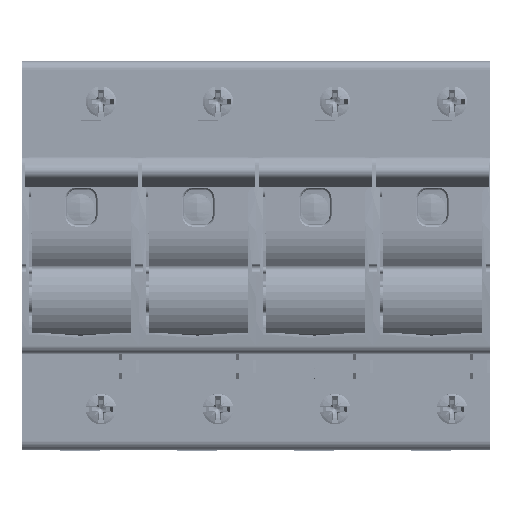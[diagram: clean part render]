
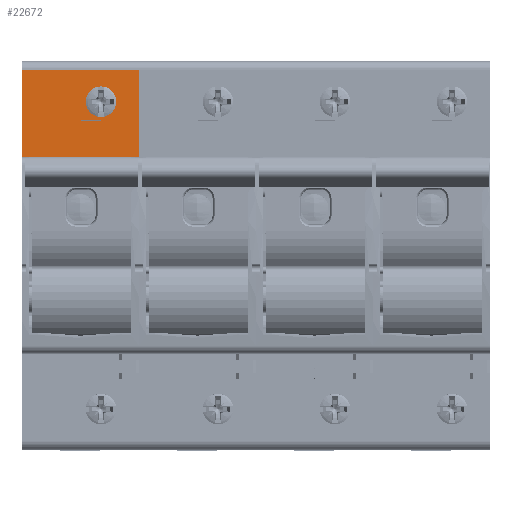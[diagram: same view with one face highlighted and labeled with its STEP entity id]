
A CAD part, top view. The second image highlights one B-rep face of the part: STEP entity #22672.
In plain terms, the highlighted planar face has unit normal (0, 0, 1).
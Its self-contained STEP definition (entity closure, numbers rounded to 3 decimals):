
#2222=DIRECTION('',(0.,-1.,0.));
#2223=VECTOR('',#2222,20.);
#2224=CARTESIAN_POINT('',(0.,24.8,42.5));
#2225=LINE('',#2224,#2223);
#2500=DIRECTION('',(0.,-1.,0.));
#2501=VECTOR('',#2500,20.);
#2502=CARTESIAN_POINT('',(26.8,24.8,42.5));
#2503=LINE('',#2502,#2501);
#2507=DIRECTION('',(-1.,0.,0.));
#2508=VECTOR('',#2507,10.2);
#2509=CARTESIAN_POINT('',(26.8,4.8,42.5));
#2510=LINE('',#2509,#2508);
#2514=DIRECTION('',(-0.998,-0.07,0.));
#2515=VECTOR('',#2514,3.208);
#2516=CARTESIAN_POINT('',(16.6,4.1,42.5));
#2517=LINE('',#2516,#2515);
#2521=DIRECTION('',(0.,1.,0.));
#2522=VECTOR('',#2521,0.014);
#2523=CARTESIAN_POINT('',(13.4,3.876,42.5));
#2524=LINE('',#2523,#2522);
#2528=DIRECTION('',(0.,1.,0.));
#2529=VECTOR('',#2528,0.91);
#2530=CARTESIAN_POINT('',(13.4,3.89,42.5));
#2531=LINE('',#2530,#2529);
#2535=DIRECTION('',(-1.,0.,0.));
#2536=VECTOR('',#2535,13.4);
#2537=CARTESIAN_POINT('',(13.4,4.8,42.5));
#2538=LINE('',#2537,#2536);
#2542=CARTESIAN_POINT('',(18.1,17.5,42.5));
#2543=DIRECTION('',(0.,0.,1.));
#2544=DIRECTION('',(0.,1.,0.));
#2545=AXIS2_PLACEMENT_3D('',#2542,#2543,#2544);
#2550=CARTESIAN_POINT('',(18.1,17.5,42.5));
#2551=DIRECTION('',(0.,0.,1.));
#2552=DIRECTION('',(0.,-1.,0.));
#2553=AXIS2_PLACEMENT_3D('',#2550,#2551,#2552);
#2558=DIRECTION('',(0.,1.,0.));
#2559=VECTOR('',#2558,0.1);
#2560=CARTESIAN_POINT('',(18.1,13.1,42.5));
#2561=LINE('',#2560,#2559);
#2565=DIRECTION('',(-1.,0.,0.));
#2566=VECTOR('',#2565,4.7);
#2567=CARTESIAN_POINT('',(18.1,13.2,42.5));
#2568=LINE('',#2567,#2566);
#2579=DIRECTION('',(-1.,0.,0.));
#2580=VECTOR('',#2579,26.8);
#2581=CARTESIAN_POINT('',(26.8,24.8,42.5));
#2582=LINE('',#2581,#2580);
#2811=DIRECTION('',(-1.,0.,0.));
#2812=VECTOR('',#2811,4.7);
#2813=CARTESIAN_POINT('',(18.1,13.1,42.5));
#2814=LINE('',#2813,#2812);
#2818=DIRECTION('',(0.,1.,0.));
#2819=VECTOR('',#2818,0.1);
#2820=CARTESIAN_POINT('',(13.4,13.1,42.5));
#2821=LINE('',#2820,#2819);
#3086=DIRECTION('',(0.,1.,0.));
#3087=VECTOR('',#3086,0.7);
#3088=CARTESIAN_POINT('',(16.6,4.1,42.5));
#3089=LINE('',#3088,#3087);
#18757=CARTESIAN_POINT('',(13.4,3.876,42.5));
#18758=CARTESIAN_POINT('',(13.4,3.89,42.5));
#18759=VERTEX_POINT('',#18757);
#18760=VERTEX_POINT('',#18758);
#18765=CARTESIAN_POINT('',(26.8,24.8,42.5));
#18766=CARTESIAN_POINT('',(0.,24.8,42.5));
#18767=VERTEX_POINT('',#18765);
#18768=VERTEX_POINT('',#18766);
#18769=CARTESIAN_POINT('',(26.8,4.8,42.5));
#18770=VERTEX_POINT('',#18769);
#18771=CARTESIAN_POINT('',(16.6,4.8,42.5));
#18772=VERTEX_POINT('',#18771);
#18773=CARTESIAN_POINT('',(16.6,4.1,42.5));
#18774=VERTEX_POINT('',#18773);
#18775=CARTESIAN_POINT('',(13.4,4.8,42.5));
#18776=VERTEX_POINT('',#18775);
#18777=CARTESIAN_POINT('',(0.,4.8,42.5));
#18778=VERTEX_POINT('',#18777);
#18779=CARTESIAN_POINT('',(18.1,21.,42.5));
#18780=CARTESIAN_POINT('',(18.1,14.,42.5));
#18781=VERTEX_POINT('',#18779);
#18782=VERTEX_POINT('',#18780);
#18783=CARTESIAN_POINT('',(13.4,13.1,42.5));
#18784=CARTESIAN_POINT('',(13.4,13.2,42.5));
#18785=VERTEX_POINT('',#18783);
#18786=VERTEX_POINT('',#18784);
#18787=CARTESIAN_POINT('',(18.1,13.1,42.5));
#18788=VERTEX_POINT('',#18787);
#18789=CARTESIAN_POINT('',(18.1,13.2,42.5));
#18790=VERTEX_POINT('',#18789);
#22634=CARTESIAN_POINT('',(13.4,26.8,42.5));
#22635=DIRECTION('',(0.,0.,1.));
#22636=DIRECTION('',(0.,-1.,0.));
#22637=AXIS2_PLACEMENT_3D('',#22634,#22635,#22636);
#22638=PLANE('',#22637);
#22640=ORIENTED_EDGE('',*,*,#22639,.F.);
#22641=ORIENTED_EDGE('',*,*,#21540,.T.);
#22643=ORIENTED_EDGE('',*,*,#22642,.T.);
#22645=ORIENTED_EDGE('',*,*,#22644,.F.);
#22647=ORIENTED_EDGE('',*,*,#22646,.T.);
#22648=ORIENTED_EDGE('',*,*,#22613,.T.);
#22650=ORIENTED_EDGE('',*,*,#22649,.T.);
#22652=ORIENTED_EDGE('',*,*,#22651,.T.);
#22653=ORIENTED_EDGE('',*,*,#22405,.F.);
#22654=EDGE_LOOP('',(#22640,#22641,#22643,#22645,#22647,#22648,#22650,#22652,
#22653));
#22655=FACE_OUTER_BOUND('',#22654,.F.);
#22657=ORIENTED_EDGE('',*,*,#22656,.T.);
#22659=ORIENTED_EDGE('',*,*,#22658,.T.);
#22660=EDGE_LOOP('',(#22657,#22659));
#22661=FACE_BOUND('',#22660,.F.);
#22663=ORIENTED_EDGE('',*,*,#22662,.F.);
#22665=ORIENTED_EDGE('',*,*,#22664,.F.);
#22667=ORIENTED_EDGE('',*,*,#22666,.T.);
#22669=ORIENTED_EDGE('',*,*,#22668,.T.);
#22670=EDGE_LOOP('',(#22663,#22665,#22667,#22669));
#22671=FACE_BOUND('',#22670,.F.);
#2546=CIRCLE('',#2545,3.5);
#2554=CIRCLE('',#2553,3.5);
#21540=EDGE_CURVE('',#18767,#18770,#2503,.T.);
#22405=EDGE_CURVE('',#18768,#18778,#2225,.T.);
#22613=EDGE_CURVE('',#18759,#18760,#2524,.T.);
#22639=EDGE_CURVE('',#18767,#18768,#2582,.T.);
#22642=EDGE_CURVE('',#18770,#18772,#2510,.T.);
#22644=EDGE_CURVE('',#18774,#18772,#3089,.T.);
#22646=EDGE_CURVE('',#18774,#18759,#2517,.T.);
#22649=EDGE_CURVE('',#18760,#18776,#2531,.T.);
#22651=EDGE_CURVE('',#18776,#18778,#2538,.T.);
#22656=EDGE_CURVE('',#18781,#18782,#2546,.T.);
#22658=EDGE_CURVE('',#18782,#18781,#2554,.T.);
#22662=EDGE_CURVE('',#18785,#18786,#2821,.T.);
#22664=EDGE_CURVE('',#18788,#18785,#2814,.T.);
#22666=EDGE_CURVE('',#18788,#18790,#2561,.T.);
#22668=EDGE_CURVE('',#18790,#18786,#2568,.T.);
#22672=ADVANCED_FACE('',(#22655,#22661,#22671),#22638,.T.);
